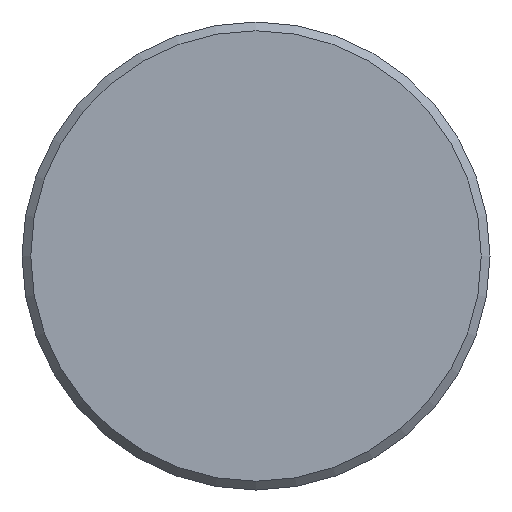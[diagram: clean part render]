
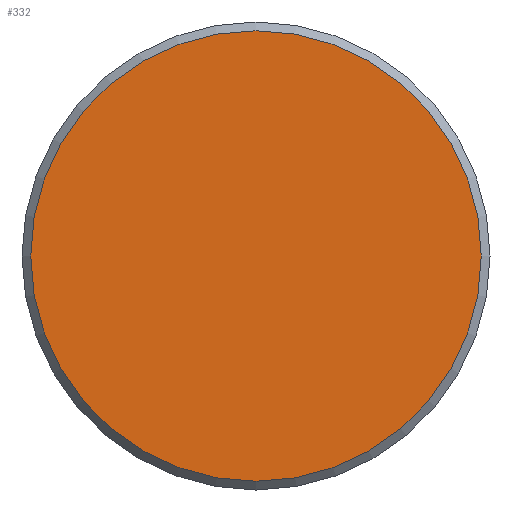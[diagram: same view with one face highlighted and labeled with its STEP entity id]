
A CAD part, front view. The second image highlights one B-rep face of the part: STEP entity #332.
In plain terms, the highlighted planar face has unit normal (0, -1, 0).
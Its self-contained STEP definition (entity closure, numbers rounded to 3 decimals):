
#27 = PLANE ( 'NONE',  #334 ) ;
#32 = DIRECTION ( 'NONE',  ( 0., 0., -1. ) ) ;
#48 = DIRECTION ( 'NONE',  ( 0., 0., 1. ) ) ;
#88 = EDGE_LOOP ( 'NONE', ( #248 ) ) ;
#99 = EDGE_CURVE ( 'NONE', #212, #212, #181, .T. ) ;
#102 = DIRECTION ( 'NONE',  ( 0., -1., 0. ) ) ;
#116 = AXIS2_PLACEMENT_3D ( 'NONE', #122, #227, #48 ) ;
#122 = CARTESIAN_POINT ( 'NONE',  ( 0., 0., 0. ) ) ;
#181 = CIRCLE ( 'NONE', #116, 12.87 ) ;
#188 = CARTESIAN_POINT ( 'NONE',  ( 0., 0., 12.87 ) ) ;
#212 = VERTEX_POINT ( 'NONE', #188 ) ;
#227 = DIRECTION ( 'NONE',  ( 0., -1., 0. ) ) ;
#237 = FACE_OUTER_BOUND ( 'NONE', #88, .T. ) ;
#240 = CARTESIAN_POINT ( 'NONE',  ( 0., 0., 0. ) ) ;
#248 = ORIENTED_EDGE ( 'NONE', *, *, #99, .T. ) ;
#332 = ADVANCED_FACE ( 'NONE', ( #237 ), #27, .T. ) ;
#334 = AXIS2_PLACEMENT_3D ( 'NONE', #240, #102, #32 ) ;
